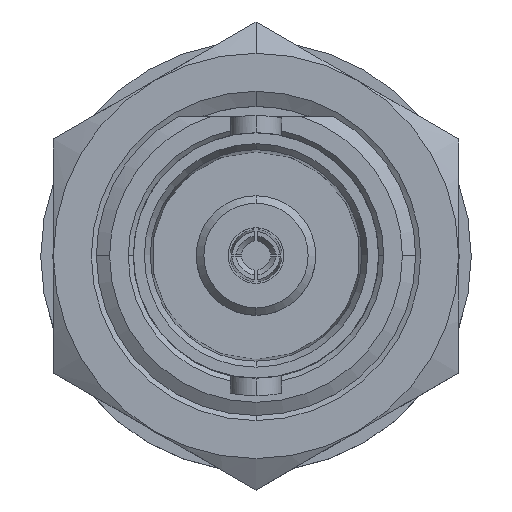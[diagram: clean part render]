
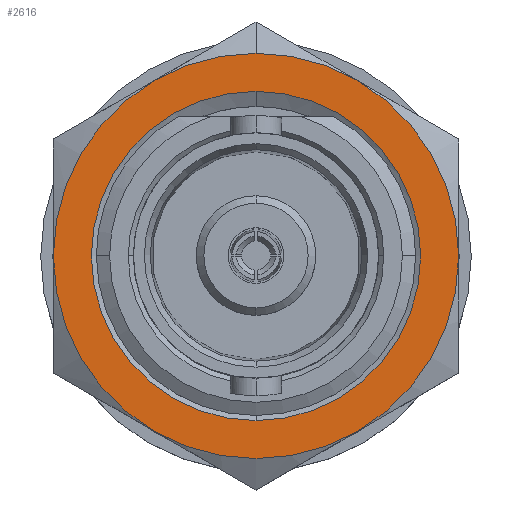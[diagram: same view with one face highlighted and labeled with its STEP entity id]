
A CAD part, top view. The second image highlights one B-rep face of the part: STEP entity #2616.
In plain terms, the highlighted planar face has unit normal (0, 0, 1).
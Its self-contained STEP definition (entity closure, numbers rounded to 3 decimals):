
#24 = FACE_BOUND ( 'NONE', #8758, .T. ) ;
#274 = DIRECTION ( 'NONE',  ( 0., 0., -1. ) ) ;
#325 = CARTESIAN_POINT ( 'NONE',  ( 0., -6.5, -11.8 ) ) ;
#447 = CIRCLE ( 'NONE', #10424, 8. ) ;
#536 = ORIENTED_EDGE ( 'NONE', *, *, #10362, .T. ) ;
#613 = CARTESIAN_POINT ( 'NONE',  ( 4., 6.928, -11.8 ) ) ;
#918 = CARTESIAN_POINT ( 'NONE',  ( 0., 0., -11.8 ) ) ;
#963 = EDGE_CURVE ( 'NONE', #1975, #9981, #3384, .T. ) ;
#1043 = CIRCLE ( 'NONE', #9919, 6.5 ) ;
#1069 = CARTESIAN_POINT ( 'NONE',  ( 0., 0., -11.8 ) ) ;
#1238 = CIRCLE ( 'NONE', #2305, 8. ) ;
#1241 = PLANE ( 'NONE',  #11006 ) ;
#1384 = VERTEX_POINT ( 'NONE', #4746 ) ;
#1566 = VERTEX_POINT ( 'NONE', #325 ) ;
#1794 = DIRECTION ( 'NONE',  ( 0., -1., 0. ) ) ;
#1844 = DIRECTION ( 'NONE',  ( 0., 0., 1. ) ) ;
#1938 = CIRCLE ( 'NONE', #10621, 8. ) ;
#1946 = DIRECTION ( 'NONE',  ( 0., -1., 0. ) ) ;
#1975 = VERTEX_POINT ( 'NONE', #5491 ) ;
#1984 = DIRECTION ( 'NONE',  ( 0., 0., 1. ) ) ;
#2129 = VERTEX_POINT ( 'NONE', #5423 ) ;
#2305 = AXIS2_PLACEMENT_3D ( 'NONE', #1069, #7180, #1946 ) ;
#2359 = FACE_OUTER_BOUND ( 'NONE', #8789, .T. ) ;
#2616 = ADVANCED_FACE ( 'NONE', ( #24, #2359 ), #1241, .F. ) ;
#2664 = CARTESIAN_POINT ( 'NONE',  ( 0., 0., -11.8 ) ) ;
#2776 = CIRCLE ( 'NONE', #2830, 8. ) ;
#2830 = AXIS2_PLACEMENT_3D ( 'NONE', #7204, #1984, #8079 ) ;
#3049 = AXIS2_PLACEMENT_3D ( 'NONE', #2664, #8787, #3542 ) ;
#3384 = CIRCLE ( 'NONE', #7332, 8. ) ;
#3542 = DIRECTION ( 'NONE',  ( 0., -1., 0. ) ) ;
#3738 = CARTESIAN_POINT ( 'NONE',  ( 0., 0., -11.8 ) ) ;
#3778 = AXIS2_PLACEMENT_3D ( 'NONE', #9781, #4551, #10627 ) ;
#3986 = ORIENTED_EDGE ( 'NONE', *, *, #8735, .T. ) ;
#4325 = EDGE_CURVE ( 'NONE', #1566, #2129, #1043, .T. ) ;
#4505 = ORIENTED_EDGE ( 'NONE', *, *, #8328, .T. ) ;
#4551 = DIRECTION ( 'NONE',  ( 0., 0., 1. ) ) ;
#4619 = DIRECTION ( 'NONE',  ( 0., -1., 0. ) ) ;
#4682 = EDGE_CURVE ( 'NONE', #9468, #1975, #447, .T. ) ;
#4704 = EDGE_CURVE ( 'NONE', #1384, #7580, #7445, .T. ) ;
#4746 = CARTESIAN_POINT ( 'NONE',  ( -8., 0., -11.8 ) ) ;
#4761 = EDGE_CURVE ( 'NONE', #7561, #7282, #10697, .T. ) ;
#4806 = DIRECTION ( 'NONE',  ( 0., 0., 1. ) ) ;
#5423 = CARTESIAN_POINT ( 'NONE',  ( 0., 6.5, -11.8 ) ) ;
#5475 = ORIENTED_EDGE ( 'NONE', *, *, #4704, .T. ) ;
#5481 = CARTESIAN_POINT ( 'NONE',  ( 4., -6.928, -11.8 ) ) ;
#5491 = CARTESIAN_POINT ( 'NONE',  ( 0., 8., -11.8 ) ) ;
#5541 = CARTESIAN_POINT ( 'NONE',  ( 0., 8., -11.8 ) ) ;
#5739 = ORIENTED_EDGE ( 'NONE', *, *, #4325, .F. ) ;
#5772 = CIRCLE ( 'NONE', #3049, 6.5 ) ;
#6379 = CARTESIAN_POINT ( 'NONE',  ( -4., -6.928, -11.8 ) ) ;
#6423 = DIRECTION ( 'NONE',  ( 0., 1., 0. ) ) ;
#6826 = ORIENTED_EDGE ( 'NONE', *, *, #4682, .T. ) ;
#7030 = DIRECTION ( 'NONE',  ( 0., 0., 1. ) ) ;
#7049 = CARTESIAN_POINT ( 'NONE',  ( 0., 0., -11.8 ) ) ;
#7063 = CARTESIAN_POINT ( 'NONE',  ( 0., 0., -11.8 ) ) ;
#7180 = DIRECTION ( 'NONE',  ( 0., 0., 1. ) ) ;
#7204 = CARTESIAN_POINT ( 'NONE',  ( 0., 0., -11.8 ) ) ;
#7282 = VERTEX_POINT ( 'NONE', #10361 ) ;
#7332 = AXIS2_PLACEMENT_3D ( 'NONE', #7049, #8821, #7957 ) ;
#7445 = CIRCLE ( 'NONE', #10996, 8. ) ;
#7561 = VERTEX_POINT ( 'NONE', #5481 ) ;
#7580 = VERTEX_POINT ( 'NONE', #6379 ) ;
#7940 = DIRECTION ( 'NONE',  ( 0., -1., 0. ) ) ;
#7957 = DIRECTION ( 'NONE',  ( 0., -1., 0. ) ) ;
#8079 = DIRECTION ( 'NONE',  ( 0., -1., 0. ) ) ;
#8328 = EDGE_CURVE ( 'NONE', #7580, #7561, #1238, .T. ) ;
#8657 = EDGE_CURVE ( 'NONE', #2129, #1566, #5772, .T. ) ;
#8735 = EDGE_CURVE ( 'NONE', #7282, #9468, #2776, .T. ) ;
#8758 = EDGE_LOOP ( 'NONE', ( #5739, #9362 ) ) ;
#8787 = DIRECTION ( 'NONE',  ( 0., 0., 1. ) ) ;
#8789 = EDGE_LOOP ( 'NONE', ( #8872, #3986, #6826, #10497, #536, #5475, #4505 ) ) ;
#8821 = DIRECTION ( 'NONE',  ( 0., 0., 1. ) ) ;
#8872 = ORIENTED_EDGE ( 'NONE', *, *, #4761, .T. ) ;
#9362 = ORIENTED_EDGE ( 'NONE', *, *, #8657, .F. ) ;
#9468 = VERTEX_POINT ( 'NONE', #613 ) ;
#9781 = CARTESIAN_POINT ( 'NONE',  ( 0., 0., -11.8 ) ) ;
#9844 = DIRECTION ( 'NONE',  ( 0., 0., 1. ) ) ;
#9919 = AXIS2_PLACEMENT_3D ( 'NONE', #10039, #4806, #10891 ) ;
#9981 = VERTEX_POINT ( 'NONE', #11013 ) ;
#10039 = CARTESIAN_POINT ( 'NONE',  ( 0., 0., -11.8 ) ) ;
#10361 = CARTESIAN_POINT ( 'NONE',  ( 8., 0., -11.8 ) ) ;
#10362 = EDGE_CURVE ( 'NONE', #9981, #1384, #1938, .T. ) ;
#10424 = AXIS2_PLACEMENT_3D ( 'NONE', #918, #7030, #1794 ) ;
#10497 = ORIENTED_EDGE ( 'NONE', *, *, #963, .T. ) ;
#10621 = AXIS2_PLACEMENT_3D ( 'NONE', #3738, #9844, #4619 ) ;
#10627 = DIRECTION ( 'NONE',  ( 0., -1., 0. ) ) ;
#10697 = CIRCLE ( 'NONE', #3778, 8. ) ;
#10891 = DIRECTION ( 'NONE',  ( 0., -1., 0. ) ) ;
#10996 = AXIS2_PLACEMENT_3D ( 'NONE', #7063, #1844, #7940 ) ;
#11006 = AXIS2_PLACEMENT_3D ( 'NONE', #5541, #274, #6423 ) ;
#11013 = CARTESIAN_POINT ( 'NONE',  ( -4., 6.928, -11.8 ) ) ;
